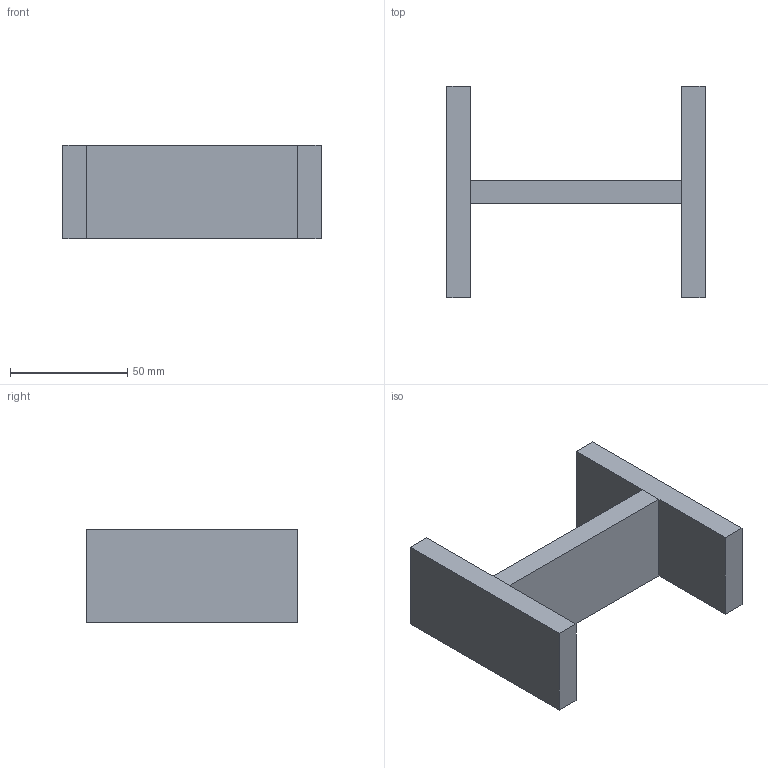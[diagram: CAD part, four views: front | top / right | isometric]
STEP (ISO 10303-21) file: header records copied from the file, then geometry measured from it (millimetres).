
FILE_DESCRIPTION(('WelSim Geometry'),'2;1');
FILE_NAME('Geom25.step','2020-01-06T12:10:35',('WELSIM'),( 'WelSimulation LLC'),'Open CASCADE STEP processor 7.3','WelSim19', 'Unknown');
FILE_SCHEMA(('AUTOMOTIVE_DESIGN { 1 0 10303 214 1 1 1 1 }'));
Length unit declared in the file: centimetre
Products named in the file (1): Part1
Bounding box: 110 x 90 x 40 mm (x, y, z)
Volume: 108000 mm3; surface area: 27800 mm2
Topology: 1 solids, 1 shells, 18 faces, 40 edges, 24 vertices
Faces by surface type: plane 18
Entity records: 1021 total; most frequent: CARTESIAN_POINT 163, DIRECTION 158, LINE 120, VECTOR 120, ORIENTED_EDGE 80, PCURVE 80, DEFINITIONAL_REPRESENTATION 80, EDGE_CURVE 40
